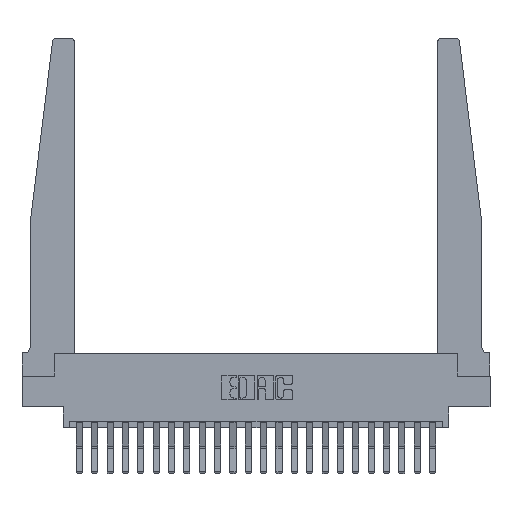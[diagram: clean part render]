
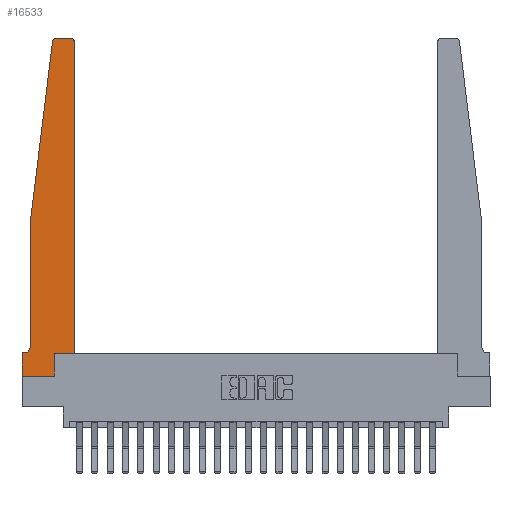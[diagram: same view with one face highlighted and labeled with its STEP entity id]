
A CAD part, top view. The second image highlights one B-rep face of the part: STEP entity #16533.
In plain terms, the highlighted planar face has unit normal (0, 0, 1).
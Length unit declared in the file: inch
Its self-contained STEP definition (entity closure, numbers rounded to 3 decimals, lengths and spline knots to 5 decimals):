
#63 = VECTOR ( 'NONE', #19233, 39.37008 ) ;
#93 = CARTESIAN_POINT ( 'NONE',  ( 0., 0., 0.37 ) ) ;
#350 = VECTOR ( 'NONE', #13999, 39.37008 ) ;
#402 = FACE_OUTER_BOUND ( 'NONE', #5673, .T. ) ;
#634 = DIRECTION ( 'NONE',  ( 1., 0., 0. ) ) ;
#1005 = EDGE_CURVE ( 'NONE', #13351, #23061, #1196, .T. ) ;
#1183 = ORIENTED_EDGE ( 'NONE', *, *, #20970, .T. ) ;
#1196 = LINE ( 'NONE', #10645, #15504 ) ;
#1729 = CARTESIAN_POINT ( 'NONE',  ( 0.015, 0.1875, 0.37 ) ) ;
#1790 = LINE ( 'NONE', #12484, #17394 ) ;
#1798 = ORIENTED_EDGE ( 'NONE', *, *, #19753, .T. ) ;
#2118 = CARTESIAN_POINT ( 'NONE',  ( 0., 0.1875, 0.37 ) ) ;
#2193 = VERTEX_POINT ( 'NONE', #22787 ) ;
#2271 = VERTEX_POINT ( 'NONE', #11878 ) ;
#2457 = DIRECTION ( 'NONE',  ( 0., 0., -1. ) ) ;
#2788 = DIRECTION ( 'NONE',  ( -1., 0., 0. ) ) ;
#3021 = CARTESIAN_POINT ( 'NONE',  ( 0.065, 1.25, 0.37 ) ) ;
#3812 = DIRECTION ( 'NONE',  ( 0., 0., 1. ) ) ;
#3948 = CARTESIAN_POINT ( 'NONE',  ( 0.2605, 0.18, 0.37 ) ) ;
#5109 = DIRECTION ( 'NONE',  ( 0., -1., 0. ) ) ;
#5284 = CARTESIAN_POINT ( 'NONE',  ( 0.425, 0.18, 0.37 ) ) ;
#5296 = AXIS2_PLACEMENT_3D ( 'NONE', #15324, #22535, #15559 ) ;
#5634 = CARTESIAN_POINT ( 'NONE',  ( 0.065, 1.25, 0.37 ) ) ;
#5673 = EDGE_LOOP ( 'NONE', ( #1183, #6102, #9184, #9397, #23125, #6634, #1798, #16619, #10667, #6727, #13514, #13539 ) ) ;
#5972 = VECTOR ( 'NONE', #7856, 39.37008 ) ;
#6102 = ORIENTED_EDGE ( 'NONE', *, *, #6679, .T. ) ;
#6634 = ORIENTED_EDGE ( 'NONE', *, *, #11129, .T. ) ;
#6679 = EDGE_CURVE ( 'NONE', #2271, #12611, #21545, .T. ) ;
#6727 = ORIENTED_EDGE ( 'NONE', *, *, #14132, .T. ) ;
#6883 = VERTEX_POINT ( 'NONE', #21130 ) ;
#7748 = CARTESIAN_POINT ( 'NONE',  ( 0., 0.1875, 0.37 ) ) ;
#7856 = DIRECTION ( 'NONE',  ( -1., 0., 0. ) ) ;
#8266 = DIRECTION ( 'NONE',  ( -1., 0., 0. ) ) ;
#8342 = CIRCLE ( 'NONE', #5296, 0.03 ) ;
#8409 = CARTESIAN_POINT ( 'NONE',  ( 0., 0., 0.37 ) ) ;
#8609 = EDGE_CURVE ( 'NONE', #19652, #6883, #20790, .T. ) ;
#9134 = VECTOR ( 'NONE', #2788, 39.37008 ) ;
#9184 = ORIENTED_EDGE ( 'NONE', *, *, #12199, .T. ) ;
#9290 = CARTESIAN_POINT ( 'NONE',  ( 0.27653, 2.72, 0.37 ) ) ;
#9301 = CARTESIAN_POINT ( 'NONE',  ( 0.24675, 2.72367, 0.37 ) ) ;
#9397 = ORIENTED_EDGE ( 'NONE', *, *, #20830, .T. ) ;
#9538 = PLANE ( 'NONE',  #16683 ) ;
#9628 = LINE ( 'NONE', #11524, #5972 ) ;
#10210 = VECTOR ( 'NONE', #16714, 39.37008 ) ;
#10645 = CARTESIAN_POINT ( 'NONE',  ( 0.425, 0.18, 0.37 ) ) ;
#10667 = ORIENTED_EDGE ( 'NONE', *, *, #8609, .T. ) ;
#10687 = CARTESIAN_POINT ( 'NONE',  ( 0., 0., 0.37 ) ) ;
#10738 = EDGE_CURVE ( 'NONE', #23061, #2193, #8342, .T. ) ;
#10806 = LINE ( 'NONE', #10687, #15750 ) ;
#11114 = EDGE_CURVE ( 'NONE', #19494, #21577, #17925, .T. ) ;
#11129 = EDGE_CURVE ( 'NONE', #21577, #13055, #20951, .T. ) ;
#11524 = CARTESIAN_POINT ( 'NONE',  ( 0.25, 2.75, 0.37 ) ) ;
#11878 = CARTESIAN_POINT ( 'NONE',  ( 0.27653, 2.75, 0.37 ) ) ;
#12199 = EDGE_CURVE ( 'NONE', #12611, #21963, #20457, .T. ) ;
#12484 = CARTESIAN_POINT ( 'NONE',  ( 0.065, 1.25, 0.37 ) ) ;
#12611 = VERTEX_POINT ( 'NONE', #9301 ) ;
#13055 = VERTEX_POINT ( 'NONE', #2118 ) ;
#13351 = VERTEX_POINT ( 'NONE', #5284 ) ;
#13391 = CARTESIAN_POINT ( 'NONE',  ( 0.065, 0.1875, 0.37 ) ) ;
#13514 = ORIENTED_EDGE ( 'NONE', *, *, #1005, .T. ) ;
#13525 = CARTESIAN_POINT ( 'NONE',  ( 0.015, 0.2375, 0.37 ) ) ;
#13539 = ORIENTED_EDGE ( 'NONE', *, *, #10738, .T. ) ;
#13924 = LINE ( 'NONE', #22567, #63 ) ;
#13999 = DIRECTION ( 'NONE',  ( 1., 0., 0. ) ) ;
#14111 = LINE ( 'NONE', #8409, #350 ) ;
#14132 = EDGE_CURVE ( 'NONE', #6883, #13351, #13924, .T. ) ;
#15008 = DIRECTION ( 'NONE',  ( 0., 0., 1. ) ) ;
#15324 = CARTESIAN_POINT ( 'NONE',  ( 0.395, 2.72, 0.37 ) ) ;
#15504 = VECTOR ( 'NONE', #17158, 39.37008 ) ;
#15559 = DIRECTION ( 'NONE',  ( 1., 0., 0. ) ) ;
#15750 = VECTOR ( 'NONE', #5109, 39.37008 ) ;
#16533 = ADVANCED_FACE ( 'NONE', ( #402 ), #9538, .T. ) ;
#16619 = ORIENTED_EDGE ( 'NONE', *, *, #17069, .T. ) ;
#16683 = AXIS2_PLACEMENT_3D ( 'NONE', #7748, #15008, #22331 ) ;
#16700 = DIRECTION ( 'NONE',  ( 0., 1., 0. ) ) ;
#16714 = DIRECTION ( 'NONE',  ( -0.122, -0.992, 0. ) ) ;
#16945 = VECTOR ( 'NONE', #16700, 39.37008 ) ;
#17069 = EDGE_CURVE ( 'NONE', #21632, #19652, #14111, .T. ) ;
#17158 = DIRECTION ( 'NONE',  ( 0., 1., 0. ) ) ;
#17342 = AXIS2_PLACEMENT_3D ( 'NONE', #9290, #3812, #634 ) ;
#17394 = VECTOR ( 'NONE', #19805, 39.37008 ) ;
#17925 = CIRCLE ( 'NONE', #18737, 0.05 ) ;
#18737 = AXIS2_PLACEMENT_3D ( 'NONE', #13525, #2457, #8266 ) ;
#19233 = DIRECTION ( 'NONE',  ( 1., 0., 0. ) ) ;
#19339 = CARTESIAN_POINT ( 'NONE',  ( 0.2605, 0., 0.37 ) ) ;
#19494 = VERTEX_POINT ( 'NONE', #20430 ) ;
#19498 = CARTESIAN_POINT ( 'NONE',  ( 0.425, 2.72, 0.37 ) ) ;
#19652 = VERTEX_POINT ( 'NONE', #19339 ) ;
#19753 = EDGE_CURVE ( 'NONE', #13055, #21632, #10806, .T. ) ;
#19805 = DIRECTION ( 'NONE',  ( 0., -1., 0. ) ) ;
#20430 = CARTESIAN_POINT ( 'NONE',  ( 0.065, 0.2375, 0.37 ) ) ;
#20457 = LINE ( 'NONE', #5634, #10210 ) ;
#20790 = LINE ( 'NONE', #3948, #16945 ) ;
#20830 = EDGE_CURVE ( 'NONE', #21963, #19494, #1790, .T. ) ;
#20951 = LINE ( 'NONE', #13391, #9134 ) ;
#20970 = EDGE_CURVE ( 'NONE', #2193, #2271, #9628, .T. ) ;
#21130 = CARTESIAN_POINT ( 'NONE',  ( 0.2605, 0.18, 0.37 ) ) ;
#21545 = CIRCLE ( 'NONE', #17342, 0.03 ) ;
#21577 = VERTEX_POINT ( 'NONE', #1729 ) ;
#21632 = VERTEX_POINT ( 'NONE', #93 ) ;
#21963 = VERTEX_POINT ( 'NONE', #3021 ) ;
#22331 = DIRECTION ( 'NONE',  ( 1., 0., 0. ) ) ;
#22535 = DIRECTION ( 'NONE',  ( 0., 0., 1. ) ) ;
#22567 = CARTESIAN_POINT ( 'NONE',  ( 0.425, 0.18, 0.37 ) ) ;
#22787 = CARTESIAN_POINT ( 'NONE',  ( 0.395, 2.75, 0.37 ) ) ;
#23061 = VERTEX_POINT ( 'NONE', #19498 ) ;
#23125 = ORIENTED_EDGE ( 'NONE', *, *, #11114, .T. ) ;
